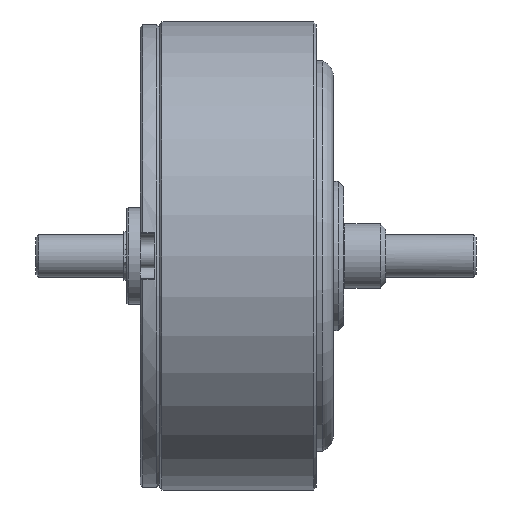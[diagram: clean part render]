
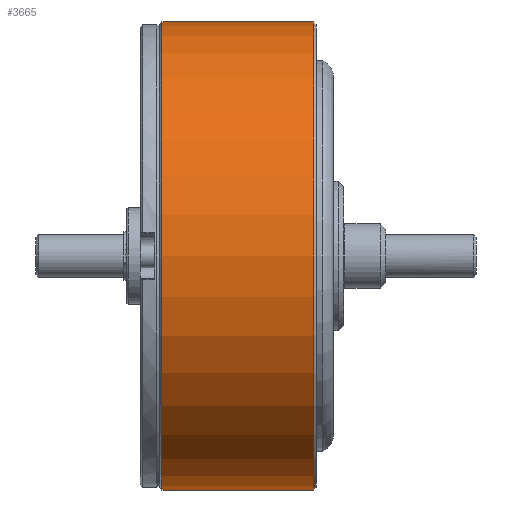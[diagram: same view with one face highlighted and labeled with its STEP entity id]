
A CAD part, front view. The second image highlights one B-rep face of the part: STEP entity #3665.
In plain terms, the highlighted cylindrical face has radius 69.647 mm (diameter 139.294 mm), a partial arc.
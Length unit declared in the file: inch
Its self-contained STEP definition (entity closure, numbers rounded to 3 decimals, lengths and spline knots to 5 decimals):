
#266 = DIRECTION ( 'NONE',  ( -1., 0., 0. ) ) ;
#642 = DIRECTION ( 'NONE',  ( 1., 0., 0. ) ) ;
#1013 = ORIENTED_EDGE ( 'NONE', *, *, #8359, .T. ) ;
#1942 = DIRECTION ( 'NONE',  ( -1., 0., 0. ) ) ;
#2568 = AXIS2_PLACEMENT_3D ( 'NONE', #7225, #9112, #3488 ) ;
#2861 = ORIENTED_EDGE ( 'NONE', *, *, #4491, .T. ) ;
#3408 = AXIS2_PLACEMENT_3D ( 'NONE', #5965, #266, #6891 ) ;
#3488 = DIRECTION ( 'NONE',  ( 0., 0., -1. ) ) ;
#3665 = ADVANCED_FACE ( 'NONE', ( #11693 ), #6716, .T. ) ;
#3941 = CARTESIAN_POINT ( 'NONE',  ( -0.47063, 0., -2.742 ) ) ;
#4491 = EDGE_CURVE ( 'NONE', #11703, #4718, #9617, .T. ) ;
#4518 = EDGE_LOOP ( 'NONE', ( #1013, #2861, #11914, #6603 ) ) ;
#4718 = VERTEX_POINT ( 'NONE', #6963 ) ;
#4813 = VECTOR ( 'NONE', #10487, 39.37008 ) ;
#5732 = CARTESIAN_POINT ( 'NONE',  ( -0.47063, 0., 2.742 ) ) ;
#5733 = AXIS2_PLACEMENT_3D ( 'NONE', #6324, #642, #7257 ) ;
#5965 = CARTESIAN_POINT ( 'NONE',  ( 2.09, 0., 0. ) ) ;
#6235 = CARTESIAN_POINT ( 'NONE',  ( 2.09, 0., 2.742 ) ) ;
#6320 = VERTEX_POINT ( 'NONE', #9453 ) ;
#6324 = CARTESIAN_POINT ( 'NONE',  ( 0.313, 0., 0. ) ) ;
#6603 = ORIENTED_EDGE ( 'NONE', *, *, #6683, .F. ) ;
#6683 = EDGE_CURVE ( 'NONE', #6320, #11876, #11984, .T. ) ;
#6716 = CYLINDRICAL_SURFACE ( 'NONE', #2568, 2.742 ) ;
#6891 = DIRECTION ( 'NONE',  ( 0., 0., -1. ) ) ;
#6963 = CARTESIAN_POINT ( 'NONE',  ( 0.313, 0., 2.742 ) ) ;
#7225 = CARTESIAN_POINT ( 'NONE',  ( -0.47063, 0., 0. ) ) ;
#7257 = DIRECTION ( 'NONE',  ( 0., 0., -1. ) ) ;
#8359 = EDGE_CURVE ( 'NONE', #6320, #11703, #8483, .T. ) ;
#8483 = CIRCLE ( 'NONE', #3408, 2.742 ) ;
#9016 = CARTESIAN_POINT ( 'NONE',  ( 0.313, 0., -2.742 ) ) ;
#9112 = DIRECTION ( 'NONE',  ( -1., 0., 0. ) ) ;
#9331 = VECTOR ( 'NONE', #1942, 39.37008 ) ;
#9453 = CARTESIAN_POINT ( 'NONE',  ( 2.09, 0., -2.742 ) ) ;
#9617 = LINE ( 'NONE', #5732, #9331 ) ;
#10487 = DIRECTION ( 'NONE',  ( -1., 0., 0. ) ) ;
#11240 = EDGE_CURVE ( 'NONE', #4718, #11876, #12041, .T. ) ;
#11693 = FACE_OUTER_BOUND ( 'NONE', #4518, .T. ) ;
#11703 = VERTEX_POINT ( 'NONE', #6235 ) ;
#11876 = VERTEX_POINT ( 'NONE', #9016 ) ;
#11914 = ORIENTED_EDGE ( 'NONE', *, *, #11240, .T. ) ;
#11984 = LINE ( 'NONE', #3941, #4813 ) ;
#12041 = CIRCLE ( 'NONE', #5733, 2.742 ) ;
